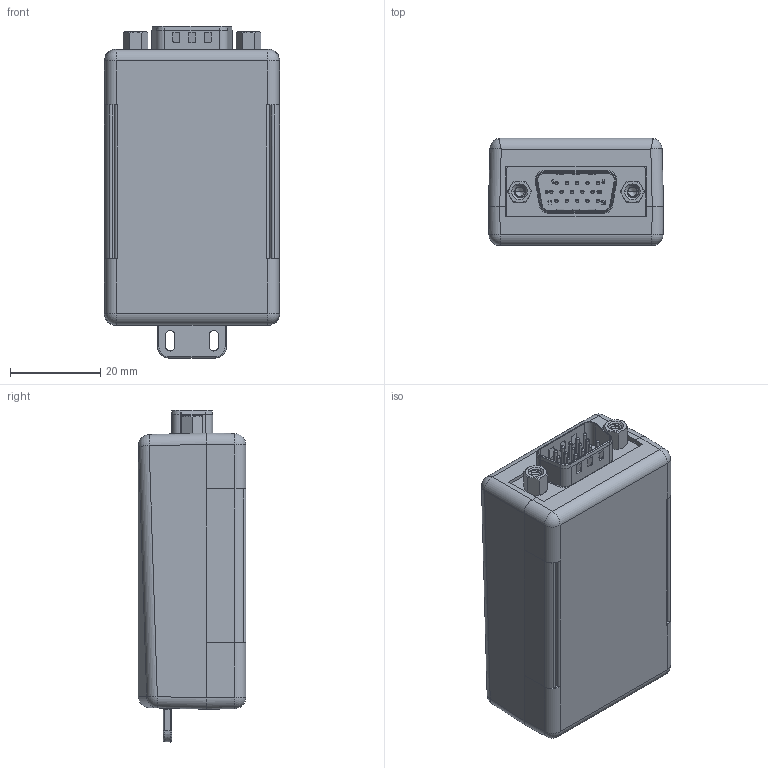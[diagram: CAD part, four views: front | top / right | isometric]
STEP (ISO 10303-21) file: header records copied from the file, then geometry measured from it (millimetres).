
FILE_DESCRIPTION (( 'STEP AP214' ), '1' );
FILE_NAME ('DGBH15MT1-CVR.STEP', '2015-08-31T15:14:52', ( 'L-Com' ), ( 'L-Com Global Connectivity' ), 'SwSTEP 2.0', 'SolidWorks 2014', '' );
FILE_SCHEMA (( 'AUTOMOTIVE_DESIGN' ));
Length unit declared in the file: millimetre
Products named in the file (12): 1AG01-219; DGBH15MT1; DGB FIELD TERM HEX SCREW; ETB22 6 POS; ETB20 5 POS; ETB21 5 POS; 3AA02-010; DGBH15MT-MA3___; DGBH15MT1-MA2; DGBH15MT1-MA1; DGBH15MT1-CVR; 1AG01-220
Assembly tree (13 placements, depth 3):
  DGBH15MT1-CVR
    DGBH15MT1
      DGBH15MT1-MA1
      DGBH15MT1-MA2
      DGBH15MT-MA3___
      3AA02-010  x2
      ETB21 5 POS
      ETB20 5 POS
      ETB22 6 POS
      DGB FIELD TERM HEX SCREW  x2
    1AG01-219
    1AG01-220
Bounding box: 38.8 x 23.8 x 73.56 mm (x, y, z)
Volume: 25221.8 mm3; surface area: 31083.2 mm2
Topology: 12 solids, 12 shells, 1799 faces, 4774 edges, 3080 vertices
Faces by surface type: plane 1107, cylinder 307, bspline 235, cone 61, sphere 46, torus 43
Entity records: 74408 total; most frequent: CARTESIAN_POINT 24530, ORIENTED_EDGE 8952, DIRECTION 7371, EDGE_CURVE 4476, VECTOR 3251, LINE 3251, VERTEX_POINT 2911, AXIS2_PLACEMENT_3D 2060
